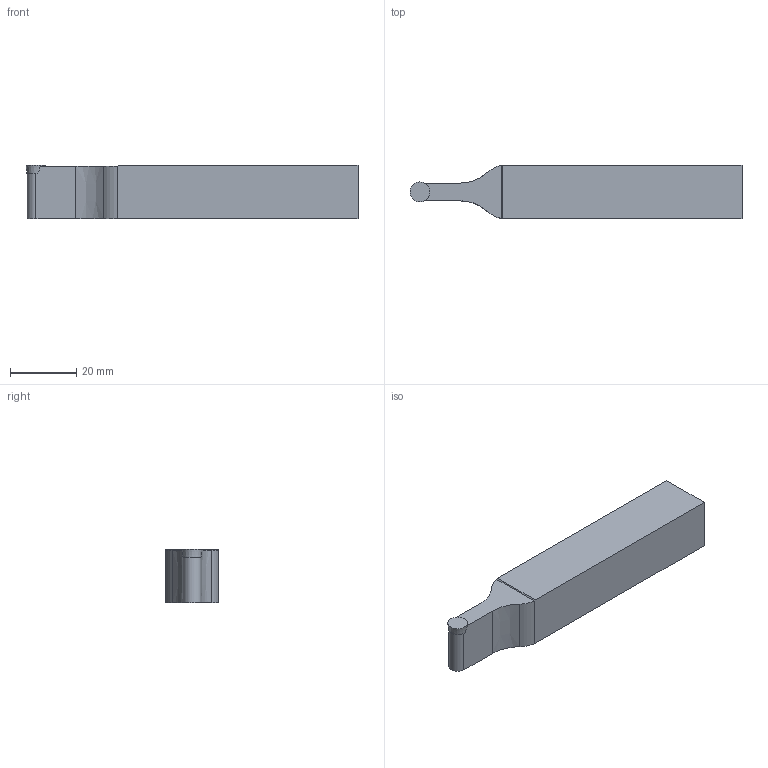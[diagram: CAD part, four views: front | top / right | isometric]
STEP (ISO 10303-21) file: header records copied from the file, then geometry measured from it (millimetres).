
FILE_DESCRIPTION(/* description */ (''),/* implementation_level */ '2;1');
FILE_NAME(/* name */ 'SRDCN-1616-H06.stp',/* time_stamp */ '2023-10-02T22:37:24+03:00',/* author */ (''),/* organization */ (''),/* preprocessor_version */ 'ST-DEVELOPER v19.4',/* originating_system */ 'SIEMENS PLM Software NX2306.3001',/* authorisation */ '');
FILE_SCHEMA (('AUTOMOTIVE_DESIGN { 1 0 10303 214 3 1 1 1 }'));
Length unit declared in the file: millimetre
Products named in the file (1): model1
Bounding box: 100 x 16 x 16 mm (x, y, z)
Volume: 21641.2 mm3; surface area: 6318.1 mm2
Topology: 2 solids, 2 shells, 19 faces, 45 edges, 30 vertices
Faces by surface type: plane 10, extrusion 4, cylinder 3, cone 2
Entity records: 613 total; most frequent: CARTESIAN_POINT 142, ORIENTED_EDGE 88, DIRECTION 78, EDGE_CURVE 44, VERTEX_POINT 30, VECTOR 26, AXIS2_PLACEMENT_3D 26, LINE 22
